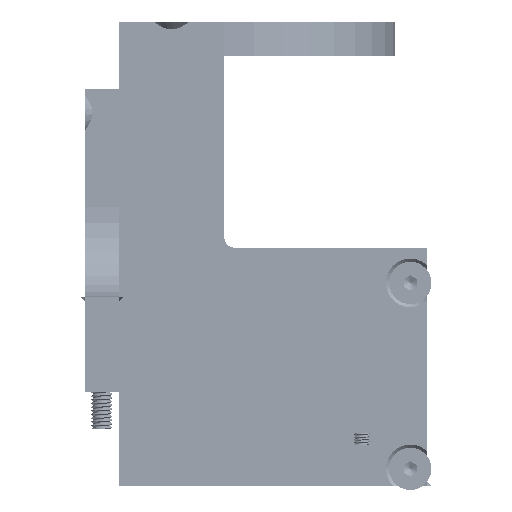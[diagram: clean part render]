
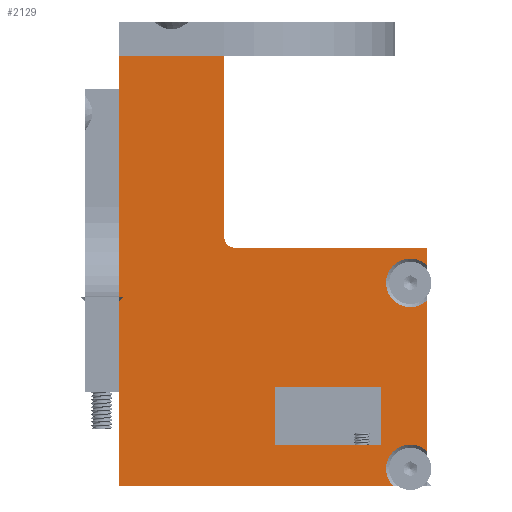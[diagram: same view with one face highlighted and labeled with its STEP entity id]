
A CAD part, front view. The second image highlights one B-rep face of the part: STEP entity #2129.
In plain terms, the highlighted planar face has unit normal (0, -1, 0).
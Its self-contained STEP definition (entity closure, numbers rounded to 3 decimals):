
#1723=FACE_BOUND('',#2537,.T.);
#1724=FACE_BOUND('',#2538,.T.);
#1972=CIRCLE('',#4728,4.59);
#1973=CIRCLE('',#4729,4.59);
#1974=CIRCLE('',#4730,2.);
#2129=ADVANCED_FACE('',(#1723,#1724),#2340,.T.);
#2340=PLANE('',#4731);
#2537=EDGE_LOOP('',(#2903,#2904,#2905,#2906,#2907,#2908,#2909,#2910,#2911,
#2912));
#2538=EDGE_LOOP('',(#2913,#2914,#2915,#2916));
#2903=ORIENTED_EDGE('',*,*,#3976,.T.);
#2904=ORIENTED_EDGE('',*,*,#3958,.T.);
#2905=ORIENTED_EDGE('',*,*,#3977,.T.);
#2906=ORIENTED_EDGE('',*,*,#3962,.T.);
#2907=ORIENTED_EDGE('',*,*,#3966,.T.);
#2908=ORIENTED_EDGE('',*,*,#3978,.T.);
#2909=ORIENTED_EDGE('',*,*,#3967,.T.);
#2910=ORIENTED_EDGE('',*,*,#3973,.T.);
#2911=ORIENTED_EDGE('',*,*,#3952,.T.);
#2912=ORIENTED_EDGE('',*,*,#3956,.T.);
#2913=ORIENTED_EDGE('',*,*,#3940,.T.);
#2914=ORIENTED_EDGE('',*,*,#3944,.T.);
#2915=ORIENTED_EDGE('',*,*,#3947,.T.);
#2916=ORIENTED_EDGE('',*,*,#3975,.T.);
#3642=VERTEX_POINT('',#6063);
#3643=VERTEX_POINT('',#6065);
#3645=VERTEX_POINT('',#6071);
#3647=VERTEX_POINT('',#6077);
#3652=VERTEX_POINT('',#6088);
#3653=VERTEX_POINT('',#6090);
#3656=VERTEX_POINT('',#6102);
#3657=VERTEX_POINT('',#6107);
#3658=VERTEX_POINT('',#6108);
#3660=VERTEX_POINT('',#6118);
#3661=VERTEX_POINT('',#6120);
#3663=VERTEX_POINT('',#6131);
#3664=VERTEX_POINT('',#6135);
#3665=VERTEX_POINT('',#6136);
#3940=EDGE_CURVE('',#3643,#3642,#4332,.T.);
#3944=EDGE_CURVE('',#3642,#3645,#4336,.T.);
#3947=EDGE_CURVE('',#3645,#3647,#4339,.T.);
#3952=EDGE_CURVE('',#3653,#3652,#4342,.T.);
#3956=EDGE_CURVE('',#3652,#3656,#4345,.T.);
#3958=EDGE_CURVE('',#3657,#3658,#4347,.T.);
#3962=EDGE_CURVE('',#3661,#3660,#4350,.T.);
#3966=EDGE_CURVE('',#3660,#3663,#4353,.T.);
#3967=EDGE_CURVE('',#3664,#3665,#4354,.T.);
#3973=EDGE_CURVE('',#3665,#3653,#4359,.T.);
#3975=EDGE_CURVE('',#3647,#3643,#4361,.T.);
#3976=EDGE_CURVE('',#3656,#3657,#1972,.T.);
#3977=EDGE_CURVE('',#3658,#3661,#1973,.T.);
#3978=EDGE_CURVE('',#3663,#3664,#1974,.T.);
#4332=LINE('',#6064,#4524);
#4336=LINE('',#6072,#4528);
#4339=LINE('',#6078,#4531);
#4342=LINE('',#6089,#4534);
#4345=LINE('',#6103,#4537);
#4347=LINE('',#6106,#4539);
#4350=LINE('',#6119,#4542);
#4353=LINE('',#6132,#4545);
#4354=LINE('',#6134,#4546);
#4359=LINE('',#6146,#4551);
#4361=LINE('',#6149,#4553);
#4524=VECTOR('',#5102,1.);
#4528=VECTOR('',#5108,1.);
#4531=VECTOR('',#5113,1.);
#4534=VECTOR('',#5122,1.);
#4537=VECTOR('',#5127,1.);
#4539=VECTOR('',#5131,1.);
#4542=VECTOR('',#5134,1.);
#4545=VECTOR('',#5139,1.);
#4546=VECTOR('',#5142,1.);
#4551=VECTOR('',#5151,1.);
#4553=VECTOR('',#5155,1.);
#4728=AXIS2_PLACEMENT_3D('',#6151,#5158,#5159);
#4729=AXIS2_PLACEMENT_3D('',#6152,#5160,#5161);
#4730=AXIS2_PLACEMENT_3D('',#6153,#5162,#5163);
#4731=AXIS2_PLACEMENT_3D('',#6154,#5164,#5165);
#5102=DIRECTION('',(0.,0.,1.));
#5108=DIRECTION('',(1.,0.,0.));
#5113=DIRECTION('',(0.,0.,-1.));
#5122=DIRECTION('',(0.,0.,-1.));
#5127=DIRECTION('',(1.,0.,0.));
#5131=DIRECTION('',(0.,0.,1.));
#5134=DIRECTION('',(0.,0.,1.));
#5139=DIRECTION('',(-1.,0.,0.));
#5142=DIRECTION('',(0.,0.,1.));
#5151=DIRECTION('',(-1.,0.,0.));
#5155=DIRECTION('',(-1.,0.,0.));
#5158=DIRECTION('',(0.,1.,0.));
#5159=DIRECTION('',(0.,0.,1.));
#5160=DIRECTION('',(0.,1.,0.));
#5161=DIRECTION('',(0.,0.,1.));
#5162=DIRECTION('',(0.,1.,0.));
#5163=DIRECTION('',(0.,0.,-1.));
#5164=DIRECTION('',(0.,-1.,0.));
#5165=DIRECTION('',(0.,0.,-1.));
#6063=CARTESIAN_POINT('',(29.6,-6.35,18.75));
#6064=CARTESIAN_POINT('',(29.6,-6.35,7.75));
#6065=CARTESIAN_POINT('',(29.6,-6.35,7.75));
#6071=CARTESIAN_POINT('',(49.6,-6.35,18.75));
#6072=CARTESIAN_POINT('',(29.6,-6.35,18.75));
#6077=CARTESIAN_POINT('',(49.6,-6.35,7.75));
#6078=CARTESIAN_POINT('',(49.6,-6.35,18.75));
#6088=CARTESIAN_POINT('',(0.,-6.35,0.));
#6089=CARTESIAN_POINT('',(0.,-6.35,81.35));
#6090=CARTESIAN_POINT('',(0.,-6.35,81.35));
#6102=CARTESIAN_POINT('',(51.86,-6.35,0.));
#6103=CARTESIAN_POINT('',(0.,-6.35,0.));
#6106=CARTESIAN_POINT('',(58.35,-6.35,0.));
#6107=CARTESIAN_POINT('',(58.35,-6.35,6.49));
#6108=CARTESIAN_POINT('',(58.35,-6.35,35.035));
#6118=CARTESIAN_POINT('',(58.35,-6.35,45.));
#6119=CARTESIAN_POINT('',(58.35,-6.35,0.));
#6120=CARTESIAN_POINT('',(58.35,-6.35,41.665));
#6131=CARTESIAN_POINT('',(22.,-6.35,45.));
#6132=CARTESIAN_POINT('',(58.35,-6.35,45.));
#6134=CARTESIAN_POINT('',(20.,-6.35,45.));
#6135=CARTESIAN_POINT('',(20.,-6.35,47.));
#6136=CARTESIAN_POINT('',(20.,-6.35,81.35));
#6146=CARTESIAN_POINT('',(20.,-6.35,81.35));
#6149=CARTESIAN_POINT('',(49.6,-6.35,7.75));
#6151=CARTESIAN_POINT('',(55.175,-6.35,3.175));
#6152=CARTESIAN_POINT('',(55.175,-6.35,38.35));
#6153=CARTESIAN_POINT('',(22.,-6.35,47.));
#6154=CARTESIAN_POINT('',(0.,-6.35,0.));
